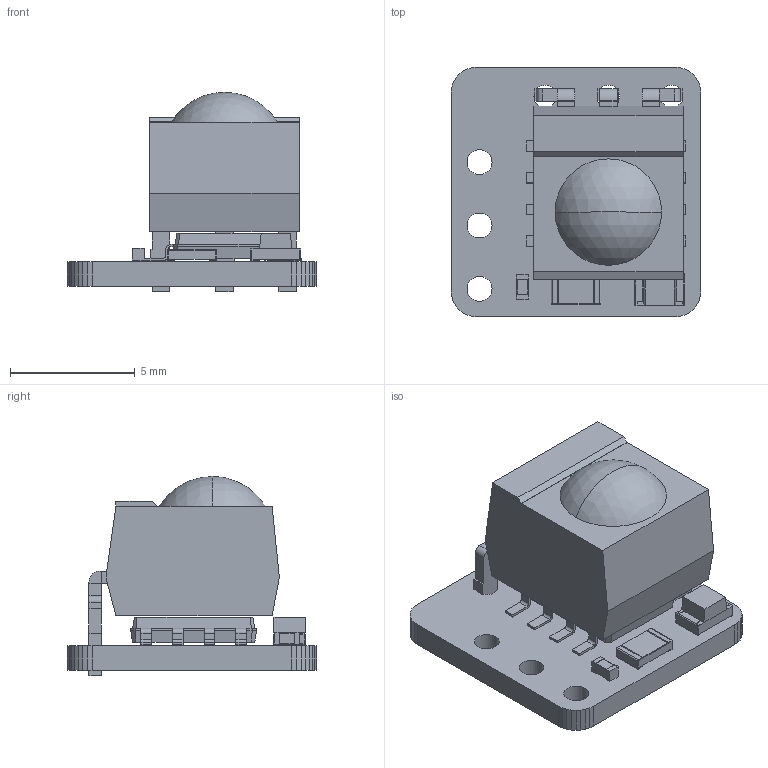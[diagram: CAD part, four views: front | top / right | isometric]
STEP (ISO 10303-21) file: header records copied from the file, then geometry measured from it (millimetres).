
FILE_DESCRIPTION(('KiCad electronic assembly'),'2;1');
FILE_NAME('IRStart - Module.step','2024-07-18T16:31:54',('Pcbnew'),( 'Kicad'),'Open CASCADE STEP processor 7.6','KiCad to STEP converter' ,'Unknown');
FILE_SCHEMA(('AUTOMOTIVE_DESIGN { 1 0 10303 214 1 1 1 1 }'));
Length unit declared in the file: millimetre
Products named in the file (12): IRStart - Module 1; LED_0805_2012Metric; SOLID; TSOP4838; SSOP-8_3.9x5.05mm_P1.27mm; R_0805_2012Metric; C_0402_1005Metric; PCB
Assembly tree (11 placements, depth 3):
  IRStart - Module 1
    LED_0805_2012Metric
      SOLID
    TSOP4838
      SOLID
    SSOP-8_3.9x5.05mm_P1.27mm
      SOLID
    R_0805_2012Metric
      SOLID
    C_0402_1005Metric
      SOLID
    PCB
Bounding box: 10 x 10.01 x 8 mm (x, y, z)
Volume: 306.6 mm3; surface area: 563.5 mm2
Topology: 6 solids, 6 shells, 406 faces, 1071 edges, 682 vertices
Faces by surface type: plane 298, cylinder 74, bspline 32, sphere 2
Full cylindrical faces by diameter (mm): 0.2 x1, 0.9 x3, 1 x3
Entity records: 29390 total; most frequent: CARTESIAN_POINT 5253, DIRECTION 3952, LINE 2814, VECTOR 2814, ORIENTED_EDGE 2142, PCURVE 2142, DEFINITIONAL_REPRESENTATION 2142, EDGE_CURVE 1071
